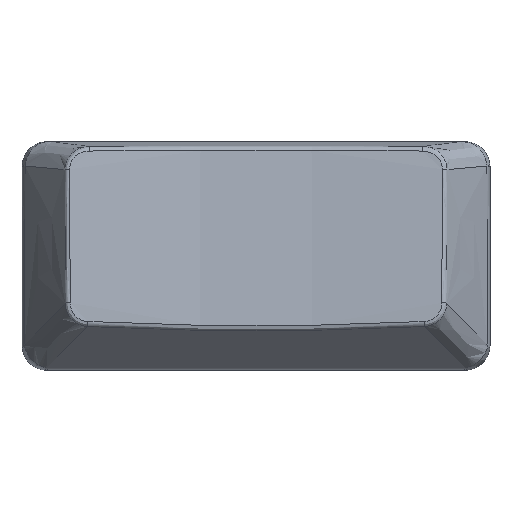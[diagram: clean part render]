
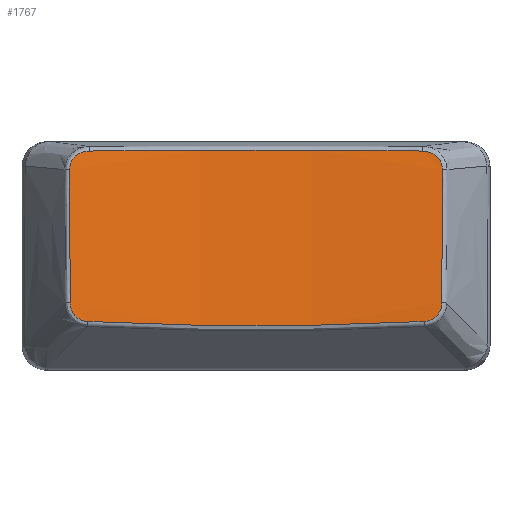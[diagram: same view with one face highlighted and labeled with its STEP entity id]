
A CAD part, top view. The second image highlights one B-rep face of the part: STEP entity #1767.
In plain terms, the highlighted free-form (B-spline) face has degree [1, 2] with [2, 3] control points.
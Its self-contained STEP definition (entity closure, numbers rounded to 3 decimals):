
#14=(
BOUNDED_SURFACE()
B_SPLINE_SURFACE(1,2,((#4152,#4153,#4154),(#4155,#4156,#4157)),
 .UNSPECIFIED.,.F.,.F.,.F.)
B_SPLINE_SURFACE_WITH_KNOTS((2,2),(3,3),(0.101,0.206),
(-1.681,-1.461),.UNSPECIFIED.)
GEOMETRIC_REPRESENTATION_ITEM()
RATIONAL_B_SPLINE_SURFACE(((1.,0.994,1.),(1.,0.994,
1.)))
REPRESENTATION_ITEM('')
SURFACE()
);
#171=B_SPLINE_CURVE_WITH_KNOTS('',3,(#3853,#3854,#3855,#3856),
 .UNSPECIFIED.,.F.,.F.,(4,4),(0.,2.685),.UNSPECIFIED.);
#172=B_SPLINE_CURVE_WITH_KNOTS('',3,(#3889,#3890,#3891,#3892,#3893,#3894),
 .UNSPECIFIED.,.F.,.F.,(4,1,1,4),(0.,0.098,
0.163,0.228),.UNSPECIFIED.);
#173=B_SPLINE_CURVE_WITH_KNOTS('',3,(#3917,#3918,#3919,#3920),
 .UNSPECIFIED.,.F.,.F.,(4,4),(0.,1.07),
 .UNSPECIFIED.);
#175=B_SPLINE_CURVE_WITH_KNOTS('',3,(#3960,#3961,#3962,#3963,#3964,#3965),
 .UNSPECIFIED.,.F.,.F.,(4,1,1,4),(0.,0.07,0.139,
0.243),.UNSPECIFIED.);
#177=B_SPLINE_CURVE_WITH_KNOTS('',3,(#3993,#3994,#3995,#3996),
 .UNSPECIFIED.,.F.,.F.,(4,4),(0.,2.655),
 .UNSPECIFIED.);
#179=B_SPLINE_CURVE_WITH_KNOTS('',3,(#4036,#4037,#4038,#4039,#4040,#4041),
 .UNSPECIFIED.,.F.,.F.,(4,1,1,4),(0.,0.104,
0.174,0.243),.UNSPECIFIED.);
#181=B_SPLINE_CURVE_WITH_KNOTS('',3,(#4068,#4069,#4070,#4071),
 .UNSPECIFIED.,.F.,.F.,(4,4),(0.,1.07),
 .UNSPECIFIED.);
#182=B_SPLINE_CURVE_WITH_KNOTS('',3,(#4102,#4103,#4104,#4105,#4106,#4107),
 .UNSPECIFIED.,.F.,.F.,(4,1,1,4),(0.,0.065,0.131,
0.228),.UNSPECIFIED.);
#492=FACE_OUTER_BOUND('',#600,.T.);
#600=EDGE_LOOP('',(#1502,#1503,#1504,#1505,#1506,#1507,#1508,#1509));
#800=VERTEX_POINT('',#3849);
#801=VERTEX_POINT('',#3851);
#802=VERTEX_POINT('',#3887);
#803=VERTEX_POINT('',#3915);
#804=VERTEX_POINT('',#3951);
#806=VERTEX_POINT('',#3986);
#808=VERTEX_POINT('',#4027);
#810=VERTEX_POINT('',#4062);
#1040=EDGE_CURVE('',#801,#800,#171,.T.);
#1042=EDGE_CURVE('',#800,#802,#172,.T.);
#1044=EDGE_CURVE('',#802,#803,#173,.T.);
#1047=EDGE_CURVE('',#803,#804,#175,.T.);
#1050=EDGE_CURVE('',#804,#806,#177,.T.);
#1053=EDGE_CURVE('',#806,#808,#179,.T.);
#1056=EDGE_CURVE('',#808,#810,#181,.T.);
#1057=EDGE_CURVE('',#810,#801,#182,.T.);
#1502=ORIENTED_EDGE('',*,*,#1040,.F.);
#1503=ORIENTED_EDGE('',*,*,#1057,.F.);
#1504=ORIENTED_EDGE('',*,*,#1056,.F.);
#1505=ORIENTED_EDGE('',*,*,#1053,.F.);
#1506=ORIENTED_EDGE('',*,*,#1050,.F.);
#1507=ORIENTED_EDGE('',*,*,#1047,.F.);
#1508=ORIENTED_EDGE('',*,*,#1044,.F.);
#1509=ORIENTED_EDGE('',*,*,#1042,.F.);
#1767=ADVANCED_FACE('',(#492),#14,.T.);
#3849=CARTESIAN_POINT('',(-13.361,-5.222,6.529));
#3851=CARTESIAN_POINT('',(13.361,-5.222,6.529));
#3853=CARTESIAN_POINT('Ctrl Pts',(13.361,-5.222,6.529));
#3854=CARTESIAN_POINT('Ctrl Pts',(4.486,-5.669,5.714));
#3855=CARTESIAN_POINT('Ctrl Pts',(-4.486,-5.669,5.714));
#3856=CARTESIAN_POINT('Ctrl Pts',(-13.361,-5.222,6.529));
#3887=CARTESIAN_POINT('',(-14.778,-3.733,6.493));
#3889=CARTESIAN_POINT('Ctrl Pts',(-13.361,-5.222,6.529));
#3890=CARTESIAN_POINT('Ctrl Pts',(-13.685,-5.205,6.559));
#3891=CARTESIAN_POINT('Ctrl Pts',(-14.223,-5.01,6.59));
#3892=CARTESIAN_POINT('Ctrl Pts',(-14.691,-4.383,6.563));
#3893=CARTESIAN_POINT('Ctrl Pts',(-14.777,-3.949,6.519));
#3894=CARTESIAN_POINT('Ctrl Pts',(-14.778,-3.733,6.493));
#3915=CARTESIAN_POINT('',(-14.812,6.885,5.193));
#3917=CARTESIAN_POINT('Ctrl Pts',(-14.778,-3.733,6.493));
#3918=CARTESIAN_POINT('Ctrl Pts',(-14.787,-0.194,
6.059));
#3919=CARTESIAN_POINT('Ctrl Pts',(-14.798,3.346,5.626));
#3920=CARTESIAN_POINT('Ctrl Pts',(-14.812,6.885,5.193));
#3951=CARTESIAN_POINT('',(-13.217,8.338,4.85));
#3960=CARTESIAN_POINT('Ctrl Pts',(-14.812,6.885,5.193));
#3961=CARTESIAN_POINT('Ctrl Pts',(-14.813,7.115,5.165));
#3962=CARTESIAN_POINT('Ctrl Pts',(-14.701,7.575,5.096));
#3963=CARTESIAN_POINT('Ctrl Pts',(-14.14,8.178,4.962));
#3964=CARTESIAN_POINT('Ctrl Pts',(-13.562,8.335,4.884));
#3965=CARTESIAN_POINT('Ctrl Pts',(-13.217,8.338,4.85));
#3986=CARTESIAN_POINT('',(13.217,8.338,4.85));
#3993=CARTESIAN_POINT('Ctrl Pts',(-13.217,8.338,4.85));
#3994=CARTESIAN_POINT('Ctrl Pts',(-4.434,8.414,3.989));
#3995=CARTESIAN_POINT('Ctrl Pts',(4.434,8.414,3.989));
#3996=CARTESIAN_POINT('Ctrl Pts',(13.217,8.338,4.85));
#4027=CARTESIAN_POINT('',(14.812,6.885,5.193));
#4036=CARTESIAN_POINT('Ctrl Pts',(13.217,8.338,4.85));
#4037=CARTESIAN_POINT('Ctrl Pts',(13.562,8.335,4.884));
#4038=CARTESIAN_POINT('Ctrl Pts',(14.14,8.178,4.962));
#4039=CARTESIAN_POINT('Ctrl Pts',(14.701,7.575,5.096));
#4040=CARTESIAN_POINT('Ctrl Pts',(14.813,7.115,5.165));
#4041=CARTESIAN_POINT('Ctrl Pts',(14.812,6.885,5.193));
#4062=CARTESIAN_POINT('',(14.778,-3.733,6.493));
#4068=CARTESIAN_POINT('Ctrl Pts',(14.812,6.885,5.193));
#4069=CARTESIAN_POINT('Ctrl Pts',(14.798,3.346,5.626));
#4070=CARTESIAN_POINT('Ctrl Pts',(14.787,-0.194,6.059));
#4071=CARTESIAN_POINT('Ctrl Pts',(14.778,-3.733,6.493));
#4102=CARTESIAN_POINT('Ctrl Pts',(14.778,-3.733,6.493));
#4103=CARTESIAN_POINT('Ctrl Pts',(14.777,-3.949,6.519));
#4104=CARTESIAN_POINT('Ctrl Pts',(14.691,-4.383,6.563));
#4105=CARTESIAN_POINT('Ctrl Pts',(14.223,-5.01,6.59));
#4106=CARTESIAN_POINT('Ctrl Pts',(13.685,-5.205,6.559));
#4107=CARTESIAN_POINT('Ctrl Pts',(13.361,-5.222,6.529));
#4152=CARTESIAN_POINT('Ctrl Pts',(14.812,-5.47,6.71));
#4153=CARTESIAN_POINT('Ctrl Pts',(0.,-5.665,
5.121));
#4154=CARTESIAN_POINT('Ctrl Pts',(-14.813,-5.47,6.71));
#4155=CARTESIAN_POINT('Ctrl Pts',(14.812,8.537,4.99));
#4156=CARTESIAN_POINT('Ctrl Pts',(0.,8.341,
3.402));
#4157=CARTESIAN_POINT('Ctrl Pts',(-14.813,8.537,4.99));
